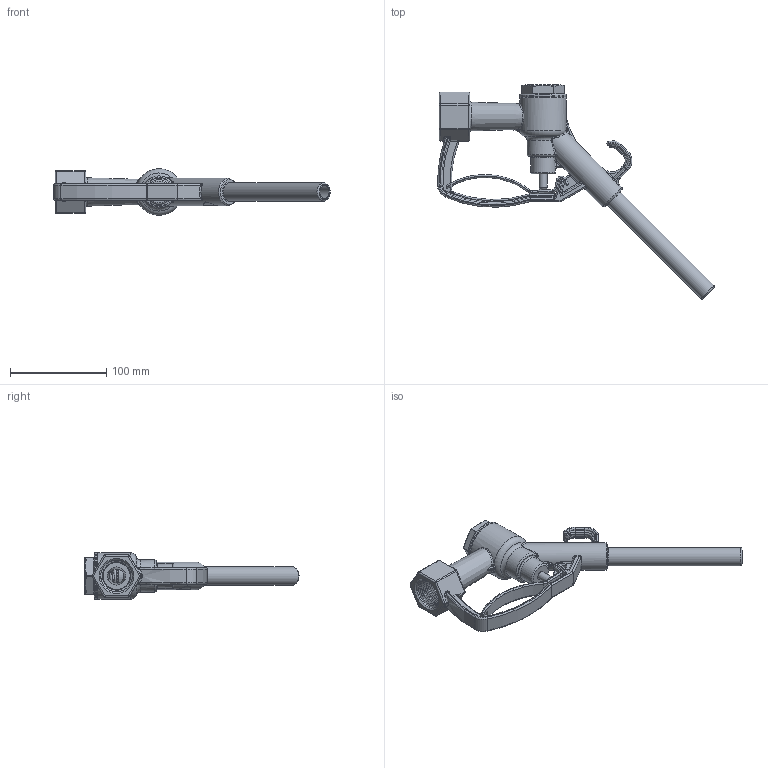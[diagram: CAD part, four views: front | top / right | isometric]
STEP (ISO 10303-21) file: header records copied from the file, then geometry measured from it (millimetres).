
FILE_DESCRIPTION(/* description */ ('19MM VALVE NOZZLE BODY'),/* implementation_level */ '2;1');
FILE_NAME(/* name */ 'VN19MM.stp',/* time_stamp */ '2016-03-21T08:58:37-04:00',/* author */ ('MJC'),/* organization */ (''),/* preprocessor_version */ 'ST-DEVELOPER v16.1',/* originating_system */ 'Autodesk Inventor 2016',/* authorisation */ '');
FILE_SCHEMA (('AUTOMOTIVE_DESIGN { 1 0 10303 214 3 1 1 }'));
Length unit declared in the file: inch
Products named in the file (11): VN07254; VN10264; VN10269; VN10271; VN10270; VN10253; VN10273; VN10274; VN10263; VN10265; VN19MM
Assembly tree (11 placements, depth 2):
  VN19MM
    VN07254
    VN10264
    VN10269
    VN10271
    VN10270
    VN10253
    VN10273
    VN10274
    VN10263  x2
    VN10265
Bounding box: 287.24 x 222.24 x 48.26 mm (x, y, z)
Volume: 240688.1 mm3; surface area: 100250.9 mm2
Topology: 11 solids, 11 shells, 887 faces, 2154 edges, 1271 vertices
Faces by surface type: plane 319, cylinder 267, bspline 122, torus 116, sphere 42, cone 21
Full cylindrical faces by diameter (mm): 5.944 x2, 8.458 x3, 8.89 x2, 12.954 x2, 13.462 x1, 18.999 x1, 19.05 x2, 22.225 x1, 25.4 x2, 28.194 x1, 28.448 x1, 28.575 x1, 32.258 x1, 39.37 x1, 44.45 x1, 48.26 x2
Entity records: 35596 total; most frequent: CARTESIAN_POINT 15469, DIRECTION 4221, ORIENTED_EDGE 4076, EDGE_CURVE 2038, AXIS2_PLACEMENT_3D 1736, VERTEX_POINT 1260, EDGE_LOOP 992, FACE_OUTER_BOUND 886
